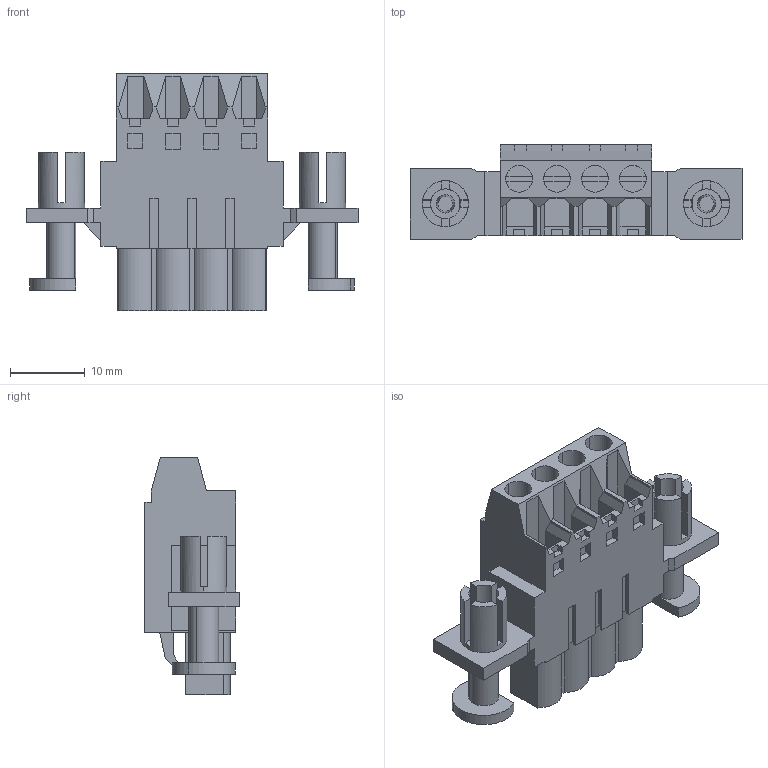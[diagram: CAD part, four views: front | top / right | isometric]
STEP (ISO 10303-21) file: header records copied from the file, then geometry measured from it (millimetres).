
FILE_DESCRIPTION(('CATIA V5 STEP Exchange','CAx-IF Rec.Pracs.--- Model Styling and Organization---1.2---2011-12-15'),'2;1');
FILE_NAME ('D1451299_0_1353150000_1353150000.stp','2017-06-22T09:21:38+00:00',('none'),('Weidmueller'),'CATIA Version 5-6 Release 2014','CATIA V5 STEP AP214','none');
FILE_SCHEMA(('AUTOMOTIVE_DESIGN { 1 0 10303 214 1 1 1 1 }'));
Length unit declared in the file: millimetre
Products named in the file (1): 1353150000
Bounding box: 44.52 x 12.65 x 31.8 mm (x, y, z)
Volume: 6436.9 mm3; surface area: 5364.1 mm2
Topology: 7 solids, 7 shells, 418 faces, 1153 edges, 770 vertices
Faces by surface type: plane 362, cylinder 48, cone 8
Entity records: 12976 total; most frequent: CARTESIAN_POINT 2324, ORIENTED_EDGE 2306, DIRECTION 1777, EDGE_CURVE 1153, VECTOR 991, LINE 991, VERTEX_POINT 770, AXIS2_PLACEMENT_3D 467
